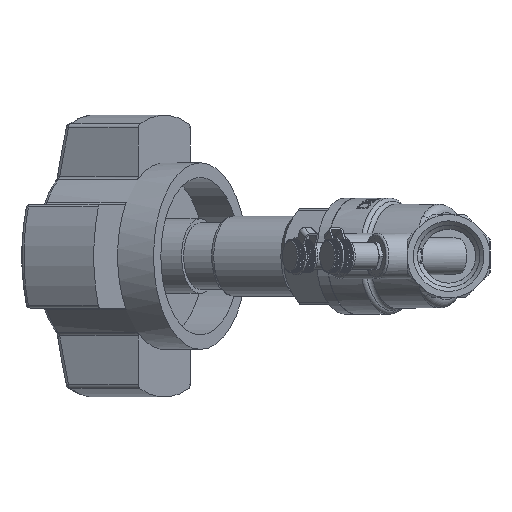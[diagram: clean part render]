
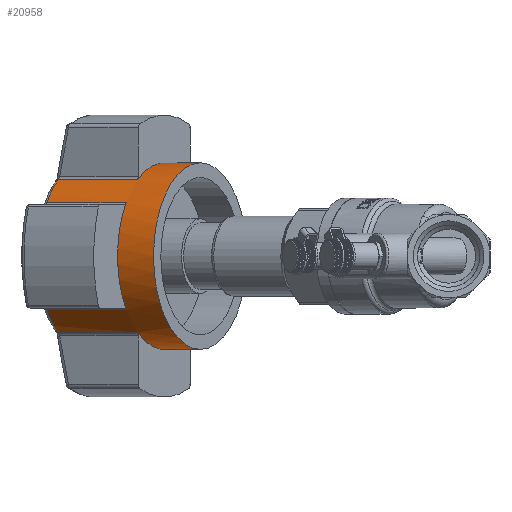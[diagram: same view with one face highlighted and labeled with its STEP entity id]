
A CAD part, left-side view. The second image highlights one B-rep face of the part: STEP entity #20958.
In plain terms, the highlighted cylindrical face has radius 22.5 mm (diameter 45 mm), a full revolution.
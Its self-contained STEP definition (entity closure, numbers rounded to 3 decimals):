
#2611=FACE_OUTER_BOUND('',#3759,.T.);
#3759=EDGE_LOOP('',(#18590,#18591,#18592,#18593,#18594,#18595,#18596,#18597,
#18598,#18599,#18600,#18601,#18602,#18603,#18604,#18605,#18606,#18607,#18608,
#18609));
#4069=CIRCLE('',#22431,22.5);
#4089=CIRCLE('',#22459,22.5);
#4099=CIRCLE('',#22472,22.5);
#4118=CIRCLE('',#22497,22.5);
#4136=CIRCLE('',#22531,22.5);
#4138=CIRCLE('',#22537,22.5);
#4153=CIRCLE('',#22591,22.5);
#4154=CIRCLE('',#22592,22.5);
#4155=CIRCLE('',#22593,22.5);
#4156=CIRCLE('',#22594,22.5);
#6160=LINE('',#36180,#7987);
#6165=LINE('',#36403,#7992);
#6168=LINE('',#36489,#7995);
#6169=LINE('',#36661,#7996);
#6174=LINE('',#36677,#8001);
#6181=LINE('',#36728,#8008);
#6184=LINE('',#36735,#8011);
#6189=LINE('',#36811,#8016);
#6240=LINE('',#37174,#8067);
#7987=VECTOR('',#27062,10.);
#7992=VECTOR('',#27127,10.);
#7995=VECTOR('',#27152,10.);
#7996=VECTOR('',#27203,10.);
#8001=VECTOR('',#27222,10.);
#8008=VECTOR('',#27245,10.);
#8011=VECTOR('',#27252,10.);
#8016=VECTOR('',#27275,10.);
#8067=VECTOR('',#27456,22.5);
#9770=VERTEX_POINT('',#36117);
#9776=VERTEX_POINT('',#36163);
#9778=VERTEX_POINT('',#36176);
#9790=VERTEX_POINT('',#36261);
#9797=VERTEX_POINT('',#36311);
#9804=VERTEX_POINT('',#36364);
#9806=VERTEX_POINT('',#36401);
#9812=VERTEX_POINT('',#36472);
#9814=VERTEX_POINT('',#36485);
#9824=VERTEX_POINT('',#36535);
#9830=VERTEX_POINT('',#36610);
#9835=VERTEX_POINT('',#36659);
#9838=VERTEX_POINT('',#36673);
#9847=VERTEX_POINT('',#36726);
#9848=VERTEX_POINT('',#36731);
#9855=VERTEX_POINT('',#36809);
#9907=VERTEX_POINT('',#37171);
#9908=VERTEX_POINT('',#37173);
#12596=EDGE_CURVE('',#9770,#9776,#4069,.T.);
#12600=EDGE_CURVE('',#9776,#9778,#6160,.T.);
#12628=EDGE_CURVE('',#9797,#9790,#4089,.T.);
#12637=EDGE_CURVE('',#9806,#9804,#6165,.T.);
#12648=EDGE_CURVE('',#9804,#9812,#4099,.T.);
#12652=EDGE_CURVE('',#9812,#9814,#6168,.T.);
#12675=EDGE_CURVE('',#9830,#9824,#4118,.T.);
#12680=EDGE_CURVE('',#9835,#9830,#6169,.T.);
#12689=EDGE_CURVE('',#9824,#9838,#6174,.T.);
#12702=EDGE_CURVE('',#9847,#9797,#6181,.T.);
#12706=EDGE_CURVE('',#9790,#9848,#6184,.T.);
#12720=EDGE_CURVE('',#9855,#9770,#6189,.T.);
#12725=EDGE_CURVE('',#9814,#9835,#4136,.T.);
#12729=EDGE_CURVE('',#9778,#9806,#4138,.T.);
#12812=EDGE_CURVE('',#9907,#9855,#4153,.T.);
#12813=EDGE_CURVE('',#9907,#9908,#6240,.T.);
#12814=EDGE_CURVE('',#9908,#9908,#4154,.T.);
#12815=EDGE_CURVE('',#9848,#9907,#4155,.T.);
#12816=EDGE_CURVE('',#9838,#9847,#4156,.T.);
#18590=ORIENTED_EDGE('',*,*,#12725,.F.);
#18591=ORIENTED_EDGE('',*,*,#12652,.F.);
#18592=ORIENTED_EDGE('',*,*,#12648,.F.);
#18593=ORIENTED_EDGE('',*,*,#12637,.F.);
#18594=ORIENTED_EDGE('',*,*,#12729,.F.);
#18595=ORIENTED_EDGE('',*,*,#12600,.F.);
#18596=ORIENTED_EDGE('',*,*,#12596,.F.);
#18597=ORIENTED_EDGE('',*,*,#12720,.F.);
#18598=ORIENTED_EDGE('',*,*,#12812,.F.);
#18599=ORIENTED_EDGE('',*,*,#12813,.T.);
#18600=ORIENTED_EDGE('',*,*,#12814,.F.);
#18601=ORIENTED_EDGE('',*,*,#12813,.F.);
#18602=ORIENTED_EDGE('',*,*,#12815,.F.);
#18603=ORIENTED_EDGE('',*,*,#12706,.F.);
#18604=ORIENTED_EDGE('',*,*,#12628,.F.);
#18605=ORIENTED_EDGE('',*,*,#12702,.F.);
#18606=ORIENTED_EDGE('',*,*,#12816,.F.);
#18607=ORIENTED_EDGE('',*,*,#12689,.F.);
#18608=ORIENTED_EDGE('',*,*,#12675,.F.);
#18609=ORIENTED_EDGE('',*,*,#12680,.F.);
#18753=CYLINDRICAL_SURFACE('',#22590,22.5);
#20958=ADVANCED_FACE('',(#2611),#18753,.T.);
#22431=AXIS2_PLACEMENT_3D('',#36173,#27053,#27054);
#22459=AXIS2_PLACEMENT_3D('',#36328,#27115,#27116);
#22472=AXIS2_PLACEMENT_3D('',#36482,#27143,#27144);
#22497=AXIS2_PLACEMENT_3D('',#36627,#27195,#27196);
#22531=AXIS2_PLACEMENT_3D('',#36819,#27287,#27288);
#22537=AXIS2_PLACEMENT_3D('',#36827,#27301,#27302);
#22590=AXIS2_PLACEMENT_3D('',#37170,#27452,#27453);
#22591=AXIS2_PLACEMENT_3D('',#37172,#27454,#27455);
#22592=AXIS2_PLACEMENT_3D('',#37175,#27457,#27458);
#22593=AXIS2_PLACEMENT_3D('',#37176,#27459,#27460);
#22594=AXIS2_PLACEMENT_3D('',#37177,#27461,#27462);
#27053=DIRECTION('center_axis',(0.,1.,0.));
#27054=DIRECTION('ref_axis',(0.707,0.,-0.707));
#27062=DIRECTION('',(0.,-1.,0.));
#27115=DIRECTION('center_axis',(0.,1.,0.));
#27116=DIRECTION('ref_axis',(0.707,0.,0.707));
#27127=DIRECTION('',(0.,1.,0.));
#27143=DIRECTION('center_axis',(0.,1.,0.));
#27144=DIRECTION('ref_axis',(-0.707,0.,-0.707));
#27152=DIRECTION('',(0.,-1.,0.));
#27195=DIRECTION('center_axis',(0.,1.,0.));
#27196=DIRECTION('ref_axis',(-0.707,0.,0.707));
#27203=DIRECTION('',(0.,1.,0.));
#27222=DIRECTION('',(0.,-1.,0.));
#27245=DIRECTION('',(0.,1.,0.));
#27252=DIRECTION('',(0.,-1.,0.));
#27275=DIRECTION('',(0.,1.,0.));
#27287=DIRECTION('center_axis',(0.,1.,0.));
#27288=DIRECTION('ref_axis',(1.,0.,0.));
#27301=DIRECTION('center_axis',(0.,1.,0.));
#27302=DIRECTION('ref_axis',(1.,0.,0.));
#27452=DIRECTION('center_axis',(0.,1.,0.));
#27453=DIRECTION('ref_axis',(-1.,0.,0.));
#27454=DIRECTION('center_axis',(0.,1.,0.));
#27455=DIRECTION('ref_axis',(1.,0.,0.));
#27456=DIRECTION('',(0.,-1.,0.));
#27457=DIRECTION('center_axis',(0.,-1.,0.));
#27458=DIRECTION('ref_axis',(1.,0.,0.));
#27459=DIRECTION('center_axis',(0.,1.,0.));
#27460=DIRECTION('ref_axis',(1.,0.,0.));
#27461=DIRECTION('center_axis',(0.,1.,0.));
#27462=DIRECTION('ref_axis',(1.,0.,0.));
#36117=CARTESIAN_POINT('',(18.417,22.081,-12.926));
#36163=CARTESIAN_POINT('',(12.926,22.081,-18.417));
#36173=CARTESIAN_POINT('Origin',(0.,22.081,0.));
#36176=CARTESIAN_POINT('',(12.926,0.,-18.417));
#36180=CARTESIAN_POINT('',(12.926,0.,-18.417));
#36261=CARTESIAN_POINT('',(18.417,22.081,12.926));
#36311=CARTESIAN_POINT('',(12.926,22.081,18.417));
#36328=CARTESIAN_POINT('Origin',(0.,22.081,0.));
#36364=CARTESIAN_POINT('',(-12.926,22.081,-18.417));
#36401=CARTESIAN_POINT('',(-12.926,0.,-18.417));
#36403=CARTESIAN_POINT('',(-12.926,0.,-18.417));
#36472=CARTESIAN_POINT('',(-18.417,22.081,-12.926));
#36482=CARTESIAN_POINT('Origin',(0.,22.081,0.));
#36485=CARTESIAN_POINT('',(-18.417,0.,-12.926));
#36489=CARTESIAN_POINT('',(-18.417,0.,-12.926));
#36535=CARTESIAN_POINT('',(-12.926,22.081,18.417));
#36610=CARTESIAN_POINT('',(-18.417,22.081,12.926));
#36627=CARTESIAN_POINT('Origin',(0.,22.081,0.));
#36659=CARTESIAN_POINT('',(-18.417,0.,12.926));
#36661=CARTESIAN_POINT('',(-18.417,0.,12.926));
#36673=CARTESIAN_POINT('',(-12.926,0.,18.417));
#36677=CARTESIAN_POINT('',(-12.926,0.,18.417));
#36726=CARTESIAN_POINT('',(12.926,0.,18.417));
#36728=CARTESIAN_POINT('',(12.926,0.,18.417));
#36731=CARTESIAN_POINT('',(18.417,0.,12.926));
#36735=CARTESIAN_POINT('',(18.417,0.,12.926));
#36809=CARTESIAN_POINT('',(18.417,0.,-12.926));
#36811=CARTESIAN_POINT('',(18.417,0.,-12.926));
#36819=CARTESIAN_POINT('Origin',(0.,0.,0.));
#36827=CARTESIAN_POINT('Origin',(0.,0.,0.));
#37170=CARTESIAN_POINT('Origin',(0.,0.,0.));
#37171=CARTESIAN_POINT('',(22.5,0.,0.));
#37172=CARTESIAN_POINT('Origin',(0.,0.,0.));
#37173=CARTESIAN_POINT('',(22.5,-10.,0.));
#37174=CARTESIAN_POINT('',(22.5,0.,0.));
#37175=CARTESIAN_POINT('Origin',(0.,-10.,0.));
#37176=CARTESIAN_POINT('Origin',(0.,0.,0.));
#37177=CARTESIAN_POINT('Origin',(0.,0.,0.));
